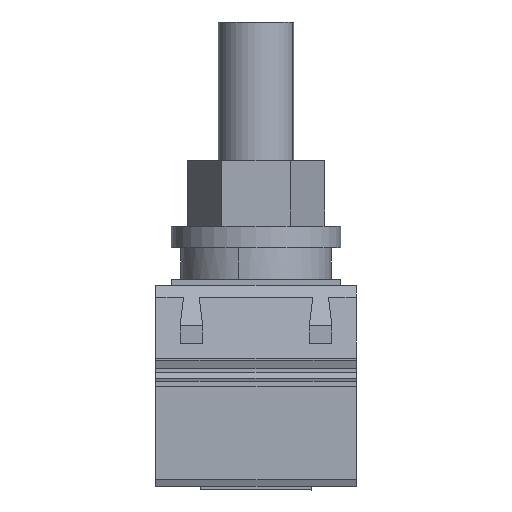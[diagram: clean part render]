
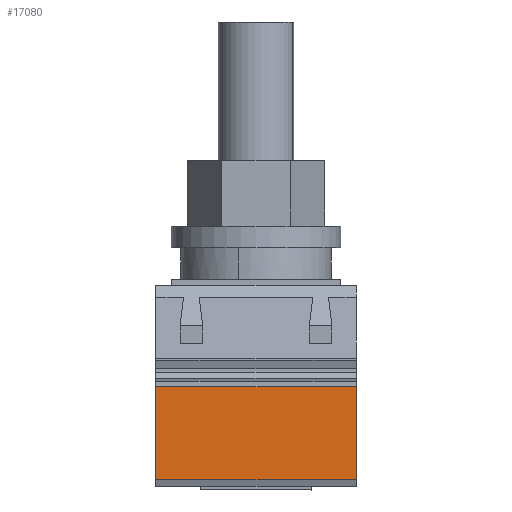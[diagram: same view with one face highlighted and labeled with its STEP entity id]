
A CAD part, front view. The second image highlights one B-rep face of the part: STEP entity #17080.
In plain terms, the highlighted planar face has unit normal (0, -1, 0).
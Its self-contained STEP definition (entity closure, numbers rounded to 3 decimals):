
#2600=CARTESIAN_POINT('',(0.,0.,
16.459));
#2610=VERTEX_POINT('',#2600);
#2640=CARTESIAN_POINT('',(0.,0.,
39.525));
#2650=DIRECTION('',(0.,0.,1.));
#2660=VECTOR('',#2650,1.);
#2670=LINE('',#2640,#2660);
#2680=CARTESIAN_POINT('',(0.,0.,
1.638));
#2690=VERTEX_POINT('',#2680);
#2700=EDGE_CURVE('',#2690,#2610,#2670,.T.);
#4910=CARTESIAN_POINT('',(32.,0.,
1.638));
#4920=VERTEX_POINT('',#4910);
#4950=CARTESIAN_POINT('',(32.,0.,
39.525));
#4960=DIRECTION('',(0.,0.,-1.));
#4970=VECTOR('',#4960,1.);
#4980=LINE('',#4950,#4970);
#4990=CARTESIAN_POINT('',(32.,0.,
16.459));
#5000=VERTEX_POINT('',#4990);
#5010=EDGE_CURVE('',#5000,#4920,#4980,.T.);
#16740=CARTESIAN_POINT('',(-89.775,0.,
1.638));
#16750=DIRECTION('',(1.,0.,0.));
#16760=VECTOR('',#16750,1.);
#16770=LINE('',#16740,#16760);
#16780=EDGE_CURVE('',#2690,#4920,#16770,.T.);
#16920=CARTESIAN_POINT('',(0.,0.,
16.459));
#16930=DIRECTION('',(0.,1.,0.));
#16940=DIRECTION('',(0.,0.,1.));
#16950=AXIS2_PLACEMENT_3D('',#16920,#16930,#16940);
#16960=PLANE('',#16950);
#16970=ORIENTED_EDGE('',*,*,#2700,.F.);
#16980=CARTESIAN_POINT('',(-89.775,0.,
16.459));
#16990=DIRECTION('',(1.,0.,0.));
#17000=VECTOR('',#16990,1.);
#17010=LINE('',#16980,#17000);
#17020=EDGE_CURVE('',#2610,#5000,#17010,.T.);
#17030=ORIENTED_EDGE('',*,*,#17020,.F.);
#17040=ORIENTED_EDGE('',*,*,#5010,.F.);
#17050=ORIENTED_EDGE('',*,*,#16780,.T.);
#17060=EDGE_LOOP('',(#17050,#17040,#17030,#16970));
#17070=FACE_OUTER_BOUND('',#17060,.T.);
#17080=ADVANCED_FACE('',(#17070),#16960,.F.);
